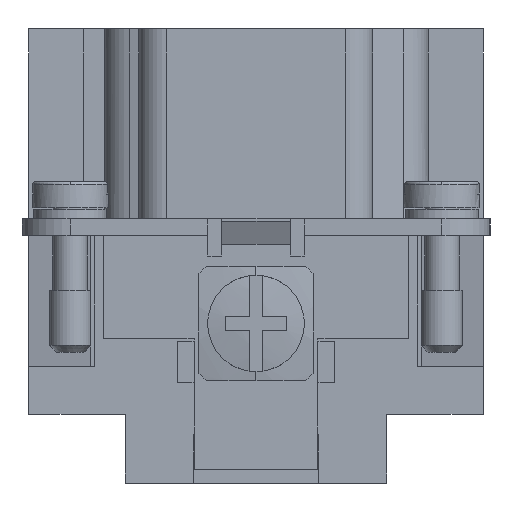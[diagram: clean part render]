
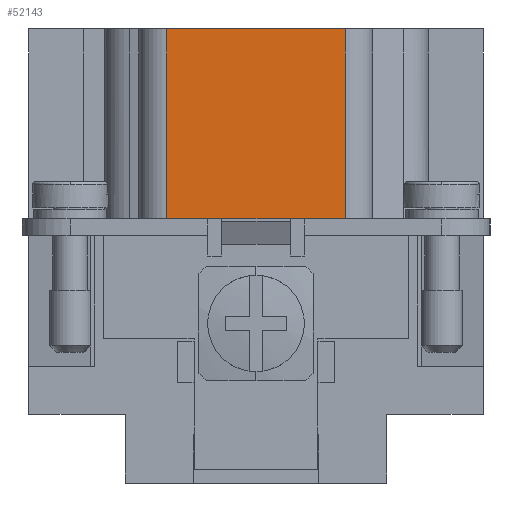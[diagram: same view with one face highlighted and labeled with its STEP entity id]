
A CAD part, left-side view. The second image highlights one B-rep face of the part: STEP entity #52143.
In plain terms, the highlighted planar face has unit normal (-1, 0, 0).
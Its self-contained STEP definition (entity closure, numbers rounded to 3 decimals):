
#49231=CARTESIAN_POINT('',(-55.0,6.5,33.0));
#49232=VERTEX_POINT('',#49231);
#49240=CARTESIAN_POINT('',(-55.0,-6.5,33.0));
#49241=VERTEX_POINT('',#49240);
#49242=CARTESIAN_POINT('',(-55.0,-6.5,33.0));
#49243=DIRECTION('',(0.0,1.0,0.0));
#49244=VECTOR('',#49243,13.);
#49245=LINE('',#49242,#49244);
#49246=EDGE_CURVE('',#49241,#49232,#49245,.T.);
#51031=CARTESIAN_POINT('',(-55.0,-3.5,19.2));
#51032=VERTEX_POINT('',#51031);
#51039=CARTESIAN_POINT('',(-55.0,3.5,19.2));
#51040=VERTEX_POINT('',#51039);
#51041=CARTESIAN_POINT('',(-55.0,3.5,19.2));
#51042=DIRECTION('',(0.0,-1.0,0.0));
#51043=VECTOR('',#51042,7.0);
#51044=LINE('',#51041,#51043);
#51045=EDGE_CURVE('',#51040,#51032,#51044,.T.);
#52094=CARTESIAN_POINT('',(-55.0,-6.5,19.2));
#52095=VERTEX_POINT('',#52094);
#52096=CARTESIAN_POINT('',(-55.0,-6.5,19.2));
#52097=DIRECTION('',(0.0,0.0,1.0));
#52098=VECTOR('',#52097,13.8);
#52099=LINE('',#52096,#52098);
#52100=EDGE_CURVE('',#52095,#49241,#52099,.T.);
#52113=CARTESIAN_POINT('',(-55.0,-6.5,19.2));
#52114=DIRECTION('',(-1.0,0.0,0.0));
#52115=DIRECTION('',(0.0,0.0,1.0));
#52116=AXIS2_PLACEMENT_3D('',#52113,#52114,#52115);
#52117=PLANE('',#52116);
#52118=ORIENTED_EDGE('',*,*,#49246,.T.);
#52119=CARTESIAN_POINT('',(-55.0,6.5,19.2));
#52120=VERTEX_POINT('',#52119);
#52121=CARTESIAN_POINT('',(-55.0,6.5,19.2));
#52122=DIRECTION('',(0.0,0.0,1.0));
#52123=VECTOR('',#52122,13.8);
#52124=LINE('',#52121,#52123);
#52125=EDGE_CURVE('',#52120,#49232,#52124,.T.);
#52126=ORIENTED_EDGE('',*,*,#52125,.F.);
#52127=CARTESIAN_POINT('',(-55.0,3.5,19.2));
#52128=DIRECTION('',(0.0,1.0,0.0));
#52129=VECTOR('',#52128,3.);
#52130=LINE('',#52127,#52129);
#52131=EDGE_CURVE('',#51040,#52120,#52130,.T.);
#52132=ORIENTED_EDGE('',*,*,#52131,.F.);
#52133=ORIENTED_EDGE('',*,*,#51045,.T.);
#52134=CARTESIAN_POINT('',(-55.0,-6.5,19.2));
#52135=DIRECTION('',(0.0,1.0,0.0));
#52136=VECTOR('',#52135,3.);
#52137=LINE('',#52134,#52136);
#52138=EDGE_CURVE('',#52095,#51032,#52137,.T.);
#52139=ORIENTED_EDGE('',*,*,#52138,.F.);
#52140=ORIENTED_EDGE('',*,*,#52100,.T.);
#52141=EDGE_LOOP('',(#52118,#52126,#52132,#52133,#52139,#52140));
#52142=FACE_OUTER_BOUND('',#52141,.T.);
#52143=ADVANCED_FACE('',(#52142),#52117,.T.);
